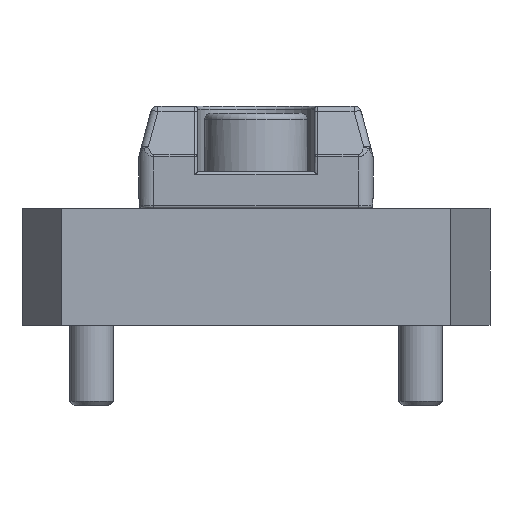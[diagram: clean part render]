
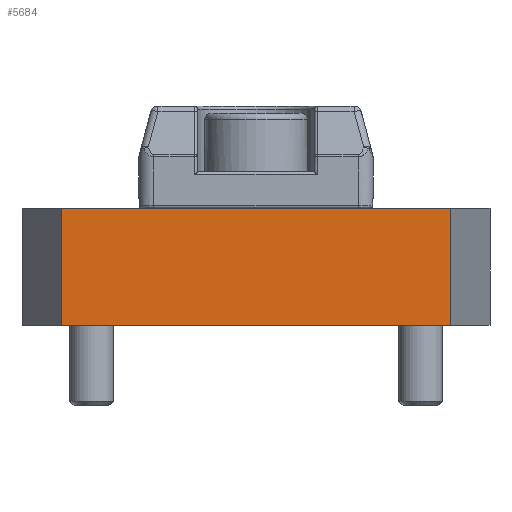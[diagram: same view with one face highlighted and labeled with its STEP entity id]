
A CAD part, left-side view. The second image highlights one B-rep face of the part: STEP entity #5684.
In plain terms, the highlighted planar face has unit normal (-1, 0, 0).
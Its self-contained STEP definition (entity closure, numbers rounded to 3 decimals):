
#425=LINE('',#9310,#727);
#601=LINE('',#11035,#903);
#607=LINE('',#11066,#909);
#609=LINE('',#11070,#911);
#727=VECTOR('',#6961,10.);
#903=VECTOR('',#7917,10.);
#909=VECTOR('',#7949,10.);
#911=VECTOR('',#7955,10.);
#1353=FACE_OUTER_BOUND('',#1713,.T.);
#1713=EDGE_LOOP('',(#4911,#4912,#4913,#4914));
#2216=VERTEX_POINT('',#9307);
#2217=VERTEX_POINT('',#9309);
#2522=VERTEX_POINT('',#11032);
#2523=VERTEX_POINT('',#11034);
#2827=EDGE_CURVE('',#2216,#2217,#425,.T.);
#3296=EDGE_CURVE('',#2523,#2522,#601,.T.);
#3312=EDGE_CURVE('',#2217,#2522,#607,.T.);
#3314=EDGE_CURVE('',#2523,#2216,#609,.T.);
#4911=ORIENTED_EDGE('',*,*,#3312,.F.);
#4912=ORIENTED_EDGE('',*,*,#2827,.F.);
#4913=ORIENTED_EDGE('',*,*,#3314,.F.);
#4914=ORIENTED_EDGE('',*,*,#3296,.T.);
#5029=PLANE('',#6376);
#5684=ADVANCED_FACE('',(#1353),#5029,.T.);
#6376=AXIS2_PLACEMENT_3D('',#11115,#8016,#8017);
#6961=DIRECTION('',(0.,-1.,0.));
#7917=DIRECTION('',(0.,-1.,0.));
#7949=DIRECTION('',(0.,0.,-1.));
#7955=DIRECTION('',(0.,0.,1.));
#8016=DIRECTION('center_axis',(-1.,0.,0.));
#8017=DIRECTION('ref_axis',(0.,-1.,0.));
#9307=CARTESIAN_POINT('',(-30.,13.321,8.));
#9309=CARTESIAN_POINT('',(-30.,-13.321,8.));
#9310=CARTESIAN_POINT('',(-30.,16.,8.));
#11032=CARTESIAN_POINT('',(-30.,-13.321,0.));
#11034=CARTESIAN_POINT('',(-30.,13.321,0.));
#11035=CARTESIAN_POINT('',(-30.,16.,0.));
#11066=CARTESIAN_POINT('',(-30.,-13.321,0.));
#11070=CARTESIAN_POINT('',(-30.,13.321,0.));
#11115=CARTESIAN_POINT('Origin',(-30.,16.,0.));
